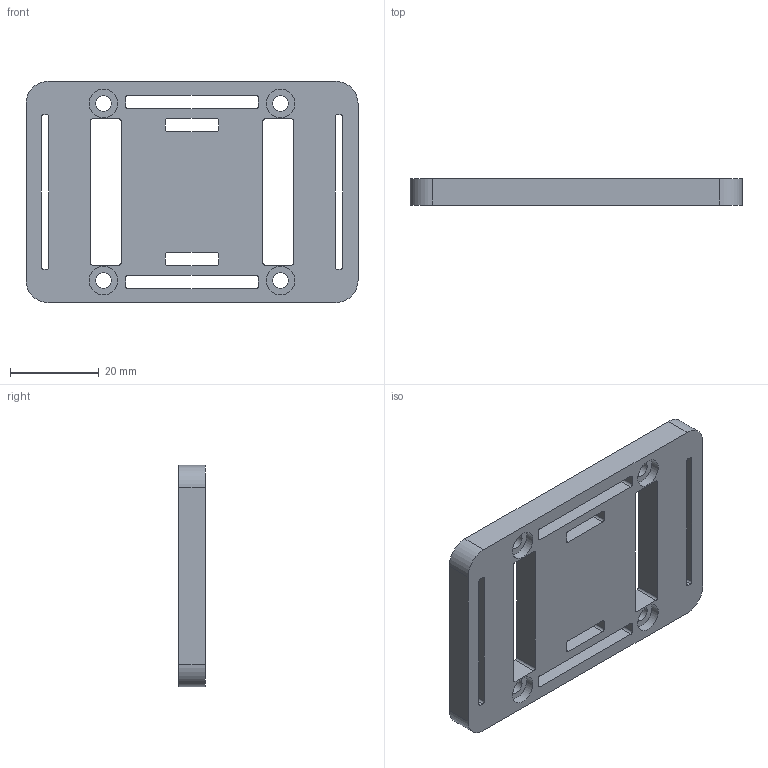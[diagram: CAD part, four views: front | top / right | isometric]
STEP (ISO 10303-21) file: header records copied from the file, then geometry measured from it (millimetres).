
FILE_DESCRIPTION(/* description */ (''),/* implementation_level */ '2;1');
FILE_NAME(/* name */ 'MCR2_1008_11_Traffic_Light_Base_1.stp',/* time_stamp */ '2022-04-05T11:57:49+01:00',/* author */ ('Mario Martinez'),/* organization */ (''),/* preprocessor_version */ 'ST-DEVELOPER v17.2',/* originating_system */ 'Autodesk Inventor 2019',/* authorisation */ '');
FILE_SCHEMA (('AUTOMOTIVE_DESIGN { 1 0 10303 214 3 1 1 }'));
Length unit declared in the file: millimetre
Products named in the file (1): Traffic_Light_base
Bounding box: 75 x 6 x 50 mm (x, y, z)
Volume: 16985.1 mm3; surface area: 10462.7 mm2
Topology: 1 solids, 1 shells, 86 faces, 248 edges, 168 vertices
Faces by surface type: cylinder 44, plane 42
Full cylindrical faces by diameter (mm): 3.5 x4, 6.5 x4
Entity records: 2961 total; most frequent: DIRECTION 518, CARTESIAN_POINT 503, ORIENTED_EDGE 496, EDGE_CURVE 248, AXIS2_PLACEMENT_3D 183, VERTEX_POINT 168, LINE 152, VECTOR 152
